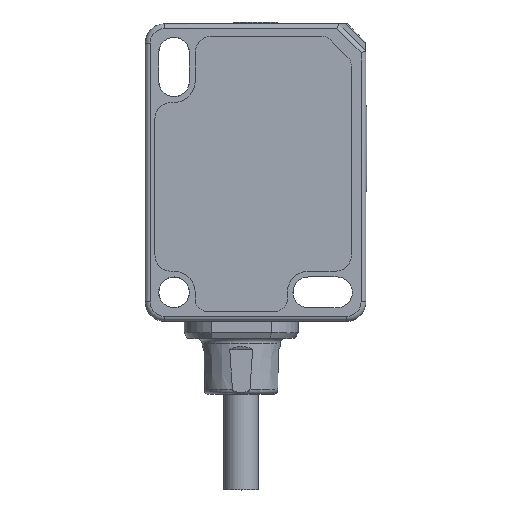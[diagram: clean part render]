
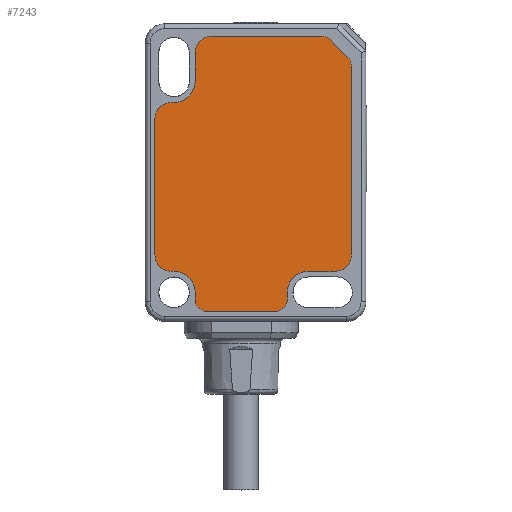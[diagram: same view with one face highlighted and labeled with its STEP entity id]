
A CAD part, top view. The second image highlights one B-rep face of the part: STEP entity #7243.
In plain terms, the highlighted planar face has unit normal (0, 0, 1).
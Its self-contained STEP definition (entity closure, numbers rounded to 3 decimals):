
#2325=DIRECTION('',(0.,1.,0.));
#2326=VECTOR('',#2325,19.686);
#2327=CARTESIAN_POINT('',(21.5,6.9,5.95));
#2328=LINE('',#2327,#2326);
#2333=CARTESIAN_POINT('',(18.386,28.4,5.95));
#2334=DIRECTION('',(0.,0.,-1.));
#2335=DIRECTION('',(0.,1.,0.));
#2336=AXIS2_PLACEMENT_3D('',#2333,#2334,#2335);
#2346=DIRECTION('',(-1.,0.,0.));
#2347=VECTOR('',#2346,11.486);
#2348=CARTESIAN_POINT('',(18.386,29.7,5.95));
#2349=LINE('',#2348,#2347);
#2354=CARTESIAN_POINT('',(6.9,28.,5.95));
#2355=DIRECTION('',(0.,0.,1.));
#2356=DIRECTION('',(0.,1.,0.));
#2357=AXIS2_PLACEMENT_3D('',#2354,#2355,#2356);
#2367=DIRECTION('',(0.,-1.,0.));
#2368=VECTOR('',#2367,3.);
#2369=CARTESIAN_POINT('',(5.2,28.,5.95));
#2370=LINE('',#2369,#2368);
#2375=CARTESIAN_POINT('',(3.,25.,5.95));
#2376=DIRECTION('',(0.,0.,1.));
#2377=DIRECTION('',(0.,-1.,0.));
#2378=AXIS2_PLACEMENT_3D('',#2375,#2376,#2377);
#2388=DIRECTION('',(-1.,0.,0.));
#2389=VECTOR('',#2388,0.3);
#2390=CARTESIAN_POINT('',(3.,22.8,5.95));
#2391=LINE('',#2390,#2389);
#2396=CARTESIAN_POINT('',(2.7,21.1,5.95));
#2397=DIRECTION('',(0.,0.,1.));
#2398=DIRECTION('',(0.,1.,0.));
#2399=AXIS2_PLACEMENT_3D('',#2396,#2397,#2398);
#2409=DIRECTION('',(0.,-1.,0.));
#2410=VECTOR('',#2409,14.2);
#2411=CARTESIAN_POINT('',(1.,21.1,5.95));
#2412=LINE('',#2411,#2410);
#2417=CARTESIAN_POINT('',(2.7,6.9,5.95));
#2418=DIRECTION('',(0.,0.,1.));
#2419=DIRECTION('',(-1.,0.,0.));
#2420=AXIS2_PLACEMENT_3D('',#2417,#2418,#2419);
#2430=DIRECTION('',(1.,0.,0.));
#2431=VECTOR('',#2430,0.3);
#2432=CARTESIAN_POINT('',(2.7,5.2,5.95));
#2433=LINE('',#2432,#2431);
#2438=CARTESIAN_POINT('',(3.,3.,5.95));
#2439=DIRECTION('',(0.,0.,1.));
#2440=DIRECTION('',(1.,0.,0.));
#2441=AXIS2_PLACEMENT_3D('',#2438,#2439,#2440);
#2451=DIRECTION('',(0.,-1.,0.));
#2452=VECTOR('',#2451,0.7);
#2453=CARTESIAN_POINT('',(5.2,3.,5.95));
#2454=LINE('',#2453,#2452);
#2459=CARTESIAN_POINT('',(6.5,2.3,5.95));
#2460=DIRECTION('',(0.,0.,1.));
#2461=DIRECTION('',(-1.,0.,0.));
#2462=AXIS2_PLACEMENT_3D('',#2459,#2460,#2461);
#2472=DIRECTION('',(1.,0.,0.));
#2473=VECTOR('',#2472,7.);
#2474=CARTESIAN_POINT('',(6.5,1.,5.95));
#2475=LINE('',#2474,#2473);
#2480=CARTESIAN_POINT('',(13.5,2.3,5.95));
#2481=DIRECTION('',(0.,0.,1.));
#2482=DIRECTION('',(0.,-1.,0.));
#2483=AXIS2_PLACEMENT_3D('',#2480,#2481,#2482);
#2493=DIRECTION('',(0.,1.,0.));
#2494=VECTOR('',#2493,0.7);
#2495=CARTESIAN_POINT('',(14.8,2.3,5.95));
#2496=LINE('',#2495,#2494);
#2501=CARTESIAN_POINT('',(17.,3.,5.95));
#2502=DIRECTION('',(0.,0.,1.));
#2503=DIRECTION('',(0.,1.,0.));
#2504=AXIS2_PLACEMENT_3D('',#2501,#2502,#2503);
#2514=DIRECTION('',(1.,0.,0.));
#2515=VECTOR('',#2514,2.8);
#2516=CARTESIAN_POINT('',(17.,5.2,5.95));
#2517=LINE('',#2516,#2515);
#2522=CARTESIAN_POINT('',(19.8,6.9,5.95));
#2523=DIRECTION('',(0.,0.,1.));
#2524=DIRECTION('',(0.,-1.,0.));
#2525=AXIS2_PLACEMENT_3D('',#2522,#2523,#2524);
#2535=DIRECTION('',(-0.707,0.707,0.));
#2536=VECTOR('',#2535,2.565);
#2537=CARTESIAN_POINT('',(21.119,27.505,5.95));
#2538=LINE('',#2537,#2536);
#2539=CARTESIAN_POINT('',(20.2,26.586,5.95));
#2540=DIRECTION('',(0.,0.,-1.));
#2541=DIRECTION('',(0.707,0.707,0.));
#2542=AXIS2_PLACEMENT_3D('',#2539,#2540,#2541);
#3458=CARTESIAN_POINT('',(18.386,29.7,5.95));
#3459=CARTESIAN_POINT('',(19.305,29.319,5.95));
#3460=VERTEX_POINT('',#3458);
#3461=VERTEX_POINT('',#3459);
#3462=CARTESIAN_POINT('',(6.9,29.7,5.95));
#3463=VERTEX_POINT('',#3462);
#3464=CARTESIAN_POINT('',(5.2,28.,5.95));
#3465=VERTEX_POINT('',#3464);
#3466=CARTESIAN_POINT('',(21.5,6.9,5.95));
#3467=CARTESIAN_POINT('',(21.5,26.586,5.95));
#3468=VERTEX_POINT('',#3466);
#3469=VERTEX_POINT('',#3467);
#3470=CARTESIAN_POINT('',(21.119,27.505,5.95));
#3471=VERTEX_POINT('',#3470);
#3472=CARTESIAN_POINT('',(19.8,5.2,5.95));
#3473=VERTEX_POINT('',#3472);
#3474=CARTESIAN_POINT('',(17.,5.2,5.95));
#3475=VERTEX_POINT('',#3474);
#3476=CARTESIAN_POINT('',(14.8,3.,5.95));
#3477=VERTEX_POINT('',#3476);
#3478=CARTESIAN_POINT('',(14.8,2.3,5.95));
#3479=VERTEX_POINT('',#3478);
#3480=CARTESIAN_POINT('',(13.5,1.,5.95));
#3481=VERTEX_POINT('',#3480);
#3482=CARTESIAN_POINT('',(6.5,1.,5.95));
#3483=VERTEX_POINT('',#3482);
#3484=CARTESIAN_POINT('',(5.2,2.3,5.95));
#3485=VERTEX_POINT('',#3484);
#3486=CARTESIAN_POINT('',(5.2,3.,5.95));
#3487=VERTEX_POINT('',#3486);
#3488=CARTESIAN_POINT('',(3.,5.2,5.95));
#3489=VERTEX_POINT('',#3488);
#3490=CARTESIAN_POINT('',(2.7,5.2,5.95));
#3491=VERTEX_POINT('',#3490);
#3492=CARTESIAN_POINT('',(1.,6.9,5.95));
#3493=VERTEX_POINT('',#3492);
#3494=CARTESIAN_POINT('',(1.,21.1,5.95));
#3495=VERTEX_POINT('',#3494);
#3496=CARTESIAN_POINT('',(2.7,22.8,5.95));
#3497=VERTEX_POINT('',#3496);
#3498=CARTESIAN_POINT('',(3.,22.8,5.95));
#3499=VERTEX_POINT('',#3498);
#3500=CARTESIAN_POINT('',(5.2,25.,5.95));
#3501=VERTEX_POINT('',#3500);
#7193=CARTESIAN_POINT('',(0.,0.,5.95));
#7194=DIRECTION('',(0.,0.,1.));
#7195=DIRECTION('',(1.,0.,0.));
#7196=AXIS2_PLACEMENT_3D('',#7193,#7194,#7195);
#7197=PLANE('',#7196);
#7199=ORIENTED_EDGE('',*,*,#7198,.T.);
#7201=ORIENTED_EDGE('',*,*,#7200,.F.);
#7203=ORIENTED_EDGE('',*,*,#7202,.T.);
#7204=ORIENTED_EDGE('',*,*,#7176,.F.);
#7206=ORIENTED_EDGE('',*,*,#7205,.F.);
#7208=ORIENTED_EDGE('',*,*,#7207,.F.);
#7210=ORIENTED_EDGE('',*,*,#7209,.T.);
#7212=ORIENTED_EDGE('',*,*,#7211,.F.);
#7214=ORIENTED_EDGE('',*,*,#7213,.F.);
#7216=ORIENTED_EDGE('',*,*,#7215,.F.);
#7218=ORIENTED_EDGE('',*,*,#7217,.F.);
#7220=ORIENTED_EDGE('',*,*,#7219,.F.);
#7222=ORIENTED_EDGE('',*,*,#7221,.T.);
#7224=ORIENTED_EDGE('',*,*,#7223,.F.);
#7226=ORIENTED_EDGE('',*,*,#7225,.F.);
#7228=ORIENTED_EDGE('',*,*,#7227,.F.);
#7230=ORIENTED_EDGE('',*,*,#7229,.F.);
#7232=ORIENTED_EDGE('',*,*,#7231,.F.);
#7234=ORIENTED_EDGE('',*,*,#7233,.T.);
#7236=ORIENTED_EDGE('',*,*,#7235,.F.);
#7238=ORIENTED_EDGE('',*,*,#7237,.F.);
#7240=ORIENTED_EDGE('',*,*,#7239,.F.);
#7241=EDGE_LOOP('',(#7199,#7201,#7203,#7204,#7206,#7208,#7210,#7212,#7214,#7216,
#7218,#7220,#7222,#7224,#7226,#7228,#7230,#7232,#7234,#7236,#7238,#7240));
#7242=FACE_OUTER_BOUND('',#7241,.F.);
#7243=ADVANCED_FACE('',(#7242),#7197,.T.);
#2337=CIRCLE('',#2336,1.3);
#2358=CIRCLE('',#2357,1.7);
#2379=CIRCLE('',#2378,2.2);
#2400=CIRCLE('',#2399,1.7);
#2421=CIRCLE('',#2420,1.7);
#2442=CIRCLE('',#2441,2.2);
#2463=CIRCLE('',#2462,1.3);
#2484=CIRCLE('',#2483,1.3);
#2505=CIRCLE('',#2504,2.2);
#2526=CIRCLE('',#2525,1.7);
#2543=CIRCLE('',#2542,1.3);
#7176=EDGE_CURVE('',#3468,#3469,#2328,.T.);
#7198=EDGE_CURVE('',#3460,#3461,#2337,.T.);
#7200=EDGE_CURVE('',#3471,#3461,#2538,.T.);
#7202=EDGE_CURVE('',#3471,#3469,#2543,.T.);
#7205=EDGE_CURVE('',#3473,#3468,#2526,.T.);
#7207=EDGE_CURVE('',#3475,#3473,#2517,.T.);
#7209=EDGE_CURVE('',#3475,#3477,#2505,.T.);
#7211=EDGE_CURVE('',#3479,#3477,#2496,.T.);
#7213=EDGE_CURVE('',#3481,#3479,#2484,.T.);
#7215=EDGE_CURVE('',#3483,#3481,#2475,.T.);
#7217=EDGE_CURVE('',#3485,#3483,#2463,.T.);
#7219=EDGE_CURVE('',#3487,#3485,#2454,.T.);
#7221=EDGE_CURVE('',#3487,#3489,#2442,.T.);
#7223=EDGE_CURVE('',#3491,#3489,#2433,.T.);
#7225=EDGE_CURVE('',#3493,#3491,#2421,.T.);
#7227=EDGE_CURVE('',#3495,#3493,#2412,.T.);
#7229=EDGE_CURVE('',#3497,#3495,#2400,.T.);
#7231=EDGE_CURVE('',#3499,#3497,#2391,.T.);
#7233=EDGE_CURVE('',#3499,#3501,#2379,.T.);
#7235=EDGE_CURVE('',#3465,#3501,#2370,.T.);
#7237=EDGE_CURVE('',#3463,#3465,#2358,.T.);
#7239=EDGE_CURVE('',#3460,#3463,#2349,.T.);
